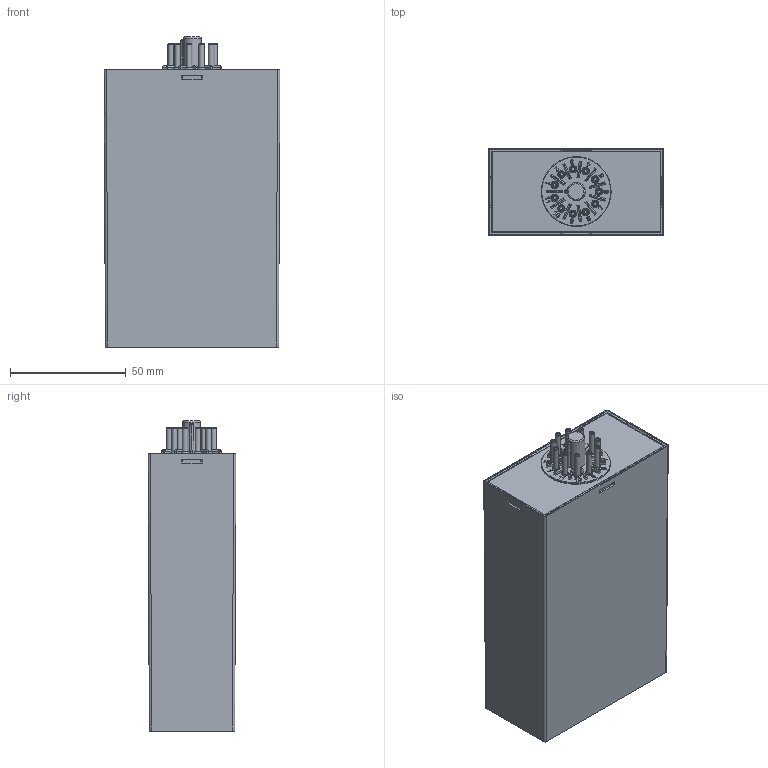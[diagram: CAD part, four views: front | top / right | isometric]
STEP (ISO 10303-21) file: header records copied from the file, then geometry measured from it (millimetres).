
FILE_DESCRIPTION((''),'2;1');
FILE_NAME('MBRE 111200.stp','2010-08-10T15:43:14',('Marcel.Johanning'),(''),'Autodesk Inventor 2010','Autodesk Inventor 2010','');
FILE_SCHEMA(('CONFIG_CONTROL_DESIGN'));
Length unit declared in the file: millimetre
Products named in the file (4): MBRE 111200; Kappe 11 Polig; Haube MBRE 111200; Stift Relaisgehäuse
Assembly tree (13 placements, depth 2):
  MBRE 111200
    Kappe 11 Polig
    Haube MBRE 111200
    Stift Relaisgehäuse  x11
Bounding box: 76 x 38 x 134.1 mm (x, y, z)
Volume: 43551.4 mm3; surface area: 70469.9 mm2
Topology: 13 solids, 13 shells, 891 faces, 2177 edges, 1411 vertices
Faces by surface type: plane 451, bspline 234, cylinder 180, torus 13, cone 13
Full cylindrical faces by diameter (mm): 1.8 x11, 2.3 x22, 2.4 x11, 3.75 x11, 30 x1
Entity records: 23751 total; most frequent: CARTESIAN_POINT 6695, ORIENTED_EDGE 3774, DIRECTION 2815, EDGE_CURVE 1887, VECTOR 1283, LINE 1283, VERTEX_POINT 1237, EDGE_LOOP 878
